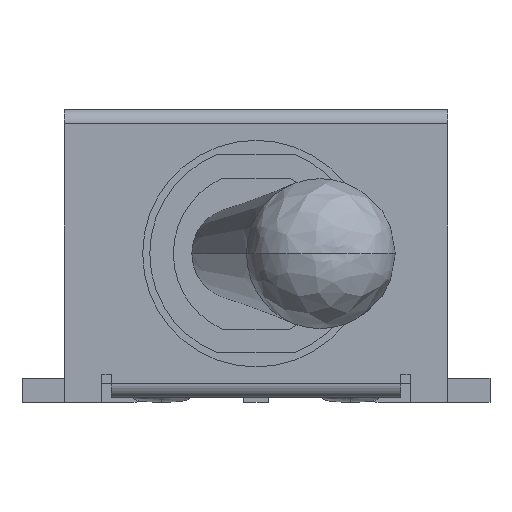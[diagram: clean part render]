
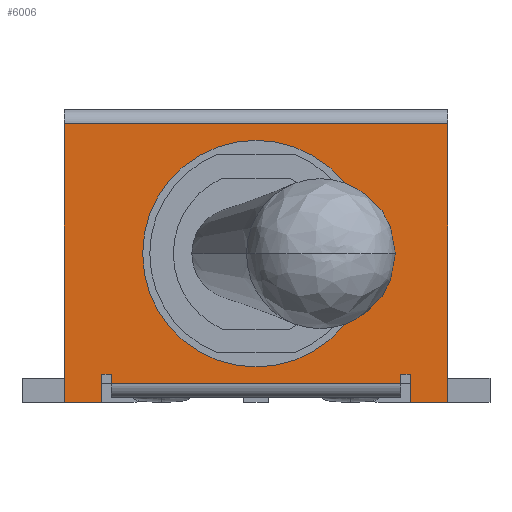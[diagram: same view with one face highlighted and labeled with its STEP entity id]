
A CAD part, front view. The second image highlights one B-rep face of the part: STEP entity #6006.
In plain terms, the highlighted planar face has unit normal (0, -1, 0).
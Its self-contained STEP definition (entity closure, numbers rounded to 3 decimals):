
#182 = CARTESIAN_POINT ( 'NONE',  ( 3.265, -4.41, 0.6 ) ) ;
#202 = VERTEX_POINT ( 'NONE', #4485 ) ;
#222 = DIRECTION ( 'NONE',  ( 1., 0., 0. ) ) ;
#281 = EDGE_CURVE ( 'NONE', #7778, #6935, #3990, .T. ) ;
#333 = EDGE_CURVE ( 'NONE', #8366, #2625, #6001, .T. ) ;
#440 = DIRECTION ( 'NONE',  ( 0., 0., -1. ) ) ;
#528 = EDGE_CURVE ( 'NONE', #2884, #1624, #7619, .T. ) ;
#590 = VECTOR ( 'NONE', #4220, 1000. ) ;
#630 = AXIS2_PLACEMENT_3D ( 'NONE', #1348, #5430, #2644 ) ;
#710 = CARTESIAN_POINT ( 'NONE',  ( 3.265, -4.41, 0.6 ) ) ;
#766 = CARTESIAN_POINT ( 'NONE',  ( 3.065, -4.41, 0.6 ) ) ;
#791 = ORIENTED_EDGE ( 'NONE', *, *, #528, .F. ) ;
#1198 = EDGE_CURVE ( 'NONE', #5608, #4656, #3241, .T. ) ;
#1348 = CARTESIAN_POINT ( 'NONE',  ( 0., -4.41, 0. ) ) ;
#1399 = CIRCLE ( 'NONE', #6776, 2.4 ) ;
#1461 = LINE ( 'NONE', #8871, #7175 ) ;
#1549 = CARTESIAN_POINT ( 'NONE',  ( 3.265, -4.41, 0. ) ) ;
#1624 = VERTEX_POINT ( 'NONE', #710 ) ;
#1702 = FACE_OUTER_BOUND ( 'NONE', #8793, .T. ) ;
#1994 = LINE ( 'NONE', #5033, #4045 ) ;
#2065 = ORIENTED_EDGE ( 'NONE', *, *, #2735, .T. ) ;
#2181 = EDGE_CURVE ( 'NONE', #2625, #202, #5318, .T. ) ;
#2223 = LINE ( 'NONE', #4575, #7504 ) ;
#2252 = DIRECTION ( 'NONE',  ( -1., 0., 0. ) ) ;
#2457 = ORIENTED_EDGE ( 'NONE', *, *, #7082, .T. ) ;
#2492 = ORIENTED_EDGE ( 'NONE', *, *, #333, .F. ) ;
#2568 = EDGE_CURVE ( 'NONE', #202, #4517, #4630, .T. ) ;
#2600 = CARTESIAN_POINT ( 'NONE',  ( -3.065, -4.41, 0.6 ) ) ;
#2625 = VERTEX_POINT ( 'NONE', #4474 ) ;
#2644 = DIRECTION ( 'NONE',  ( 1., 0., 0. ) ) ;
#2735 = EDGE_CURVE ( 'NONE', #6935, #7778, #1399, .T. ) ;
#2788 = CARTESIAN_POINT ( 'NONE',  ( 4.065, -4.41, 5.9 ) ) ;
#2821 = ORIENTED_EDGE ( 'NONE', *, *, #1198, .T. ) ;
#2884 = VERTEX_POINT ( 'NONE', #1549 ) ;
#3004 = CARTESIAN_POINT ( 'NONE',  ( -3.265, -4.41, 0. ) ) ;
#3123 = CARTESIAN_POINT ( 'NONE',  ( -4.065, -4.41, 0. ) ) ;
#3135 = DIRECTION ( 'NONE',  ( 0., 0., -1. ) ) ;
#3241 = LINE ( 'NONE', #4776, #5604 ) ;
#3335 = EDGE_CURVE ( 'NONE', #4656, #7817, #1461, .T. ) ;
#3363 = ORIENTED_EDGE ( 'NONE', *, *, #7669, .T. ) ;
#3475 = LINE ( 'NONE', #8369, #590 ) ;
#3514 = ORIENTED_EDGE ( 'NONE', *, *, #6795, .T. ) ;
#3718 = EDGE_CURVE ( 'NONE', #1624, #6833, #3831, .T. ) ;
#3774 = CARTESIAN_POINT ( 'NONE',  ( -3.265, -4.41, 0. ) ) ;
#3831 = LINE ( 'NONE', #766, #6738 ) ;
#3836 = CARTESIAN_POINT ( 'NONE',  ( 3.065, -4.41, 0.4 ) ) ;
#3990 = CIRCLE ( 'NONE', #7089, 2.4 ) ;
#4003 = DIRECTION ( 'NONE',  ( -1., 0., 0. ) ) ;
#4045 = VECTOR ( 'NONE', #222, 1000. ) ;
#4106 = LINE ( 'NONE', #4598, #7544 ) ;
#4220 = DIRECTION ( 'NONE',  ( 1., 0., 0. ) ) ;
#4277 = EDGE_CURVE ( 'NONE', #6833, #8077, #4106, .T. ) ;
#4337 = ORIENTED_EDGE ( 'NONE', *, *, #281, .T. ) ;
#4409 = FACE_BOUND ( 'NONE', #6209, .T. ) ;
#4425 = DIRECTION ( 'NONE',  ( 1., 0., 0. ) ) ;
#4474 = CARTESIAN_POINT ( 'NONE',  ( -3.065, -4.41, 0.6 ) ) ;
#4485 = CARTESIAN_POINT ( 'NONE',  ( -3.265, -4.41, 0.6 ) ) ;
#4486 = CARTESIAN_POINT ( 'NONE',  ( 0., -4.41, 0.4 ) ) ;
#4517 = VERTEX_POINT ( 'NONE', #3004 ) ;
#4555 = ORIENTED_EDGE ( 'NONE', *, *, #2568, .F. ) ;
#4575 = CARTESIAN_POINT ( 'NONE',  ( -4.065, -4.41, 6.2 ) ) ;
#4598 = CARTESIAN_POINT ( 'NONE',  ( 3.065, -4.41, 0.4 ) ) ;
#4630 = LINE ( 'NONE', #3774, #5065 ) ;
#4637 = DIRECTION ( 'NONE',  ( -1., 0., 0. ) ) ;
#4656 = VERTEX_POINT ( 'NONE', #2788 ) ;
#4661 = CARTESIAN_POINT ( 'NONE',  ( -2.4, -4.41, 3.15 ) ) ;
#4671 = CARTESIAN_POINT ( 'NONE',  ( 0., -4.41, 3.15 ) ) ;
#4776 = CARTESIAN_POINT ( 'NONE',  ( 4.065, -4.41, 6.2 ) ) ;
#5033 = CARTESIAN_POINT ( 'NONE',  ( -4.065, -4.41, 0. ) ) ;
#5065 = VECTOR ( 'NONE', #3135, 1000. ) ;
#5290 = DIRECTION ( 'NONE',  ( 0., 1., 0. ) ) ;
#5293 = CARTESIAN_POINT ( 'NONE',  ( -3.065, -4.41, 0.4 ) ) ;
#5318 = LINE ( 'NONE', #5447, #6267 ) ;
#5391 = DIRECTION ( 'NONE',  ( -1., 0., 0. ) ) ;
#5430 = DIRECTION ( 'NONE',  ( 0., -1., 0. ) ) ;
#5447 = CARTESIAN_POINT ( 'NONE',  ( -3.265, -4.41, 0.6 ) ) ;
#5604 = VECTOR ( 'NONE', #6820, 1000. ) ;
#5608 = VERTEX_POINT ( 'NONE', #8487 ) ;
#5643 = VERTEX_POINT ( 'NONE', #3123 ) ;
#5688 = VECTOR ( 'NONE', #8730, 1000. ) ;
#5822 = LINE ( 'NONE', #4486, #6488 ) ;
#5842 = ORIENTED_EDGE ( 'NONE', *, *, #4277, .F. ) ;
#5975 = CARTESIAN_POINT ( 'NONE',  ( 0., -4.41, 3.15 ) ) ;
#6001 = LINE ( 'NONE', #2600, #5688 ) ;
#6006 = ADVANCED_FACE ( 'NONE', ( #4409, #1702 ), #7985, .T. ) ;
#6086 = ORIENTED_EDGE ( 'NONE', *, *, #6581, .T. ) ;
#6209 = EDGE_LOOP ( 'NONE', ( #2065, #4337 ) ) ;
#6267 = VECTOR ( 'NONE', #4003, 1000. ) ;
#6432 = ORIENTED_EDGE ( 'NONE', *, *, #2181, .F. ) ;
#6488 = VECTOR ( 'NONE', #4425, 1000. ) ;
#6581 = EDGE_CURVE ( 'NONE', #2884, #5608, #1994, .T. ) ;
#6650 = ORIENTED_EDGE ( 'NONE', *, *, #3335, .T. ) ;
#6738 = VECTOR ( 'NONE', #2252, 1000. ) ;
#6776 = AXIS2_PLACEMENT_3D ( 'NONE', #5975, #7337, #5391 ) ;
#6795 = EDGE_CURVE ( 'NONE', #5643, #4517, #3475, .T. ) ;
#6820 = DIRECTION ( 'NONE',  ( 0., 0., 1. ) ) ;
#6833 = VERTEX_POINT ( 'NONE', #7041 ) ;
#6935 = VERTEX_POINT ( 'NONE', #4661 ) ;
#7041 = CARTESIAN_POINT ( 'NONE',  ( 3.065, -4.41, 0.6 ) ) ;
#7082 = EDGE_CURVE ( 'NONE', #8366, #8077, #5822, .T. ) ;
#7089 = AXIS2_PLACEMENT_3D ( 'NONE', #4671, #5290, #4637 ) ;
#7175 = VECTOR ( 'NONE', #7598, 1000. ) ;
#7337 = DIRECTION ( 'NONE',  ( 0., 1., 0. ) ) ;
#7401 = VECTOR ( 'NONE', #7608, 1000. ) ;
#7504 = VECTOR ( 'NONE', #440, 1000. ) ;
#7544 = VECTOR ( 'NONE', #8671, 1000. ) ;
#7598 = DIRECTION ( 'NONE',  ( -1., 0., 0. ) ) ;
#7608 = DIRECTION ( 'NONE',  ( 0., 0., 1. ) ) ;
#7619 = LINE ( 'NONE', #182, #7401 ) ;
#7669 = EDGE_CURVE ( 'NONE', #7817, #5643, #2223, .T. ) ;
#7732 = CARTESIAN_POINT ( 'NONE',  ( 2.4, -4.41, 3.15 ) ) ;
#7778 = VERTEX_POINT ( 'NONE', #7732 ) ;
#7817 = VERTEX_POINT ( 'NONE', #7972 ) ;
#7972 = CARTESIAN_POINT ( 'NONE',  ( -4.065, -4.41, 5.9 ) ) ;
#7985 = PLANE ( 'NONE',  #630 ) ;
#8077 = VERTEX_POINT ( 'NONE', #3836 ) ;
#8366 = VERTEX_POINT ( 'NONE', #5293 ) ;
#8369 = CARTESIAN_POINT ( 'NONE',  ( -4.065, -4.41, 0. ) ) ;
#8487 = CARTESIAN_POINT ( 'NONE',  ( 4.065, -4.41, 0. ) ) ;
#8671 = DIRECTION ( 'NONE',  ( 0., 0., -1. ) ) ;
#8730 = DIRECTION ( 'NONE',  ( 0., 0., 1. ) ) ;
#8774 = ORIENTED_EDGE ( 'NONE', *, *, #3718, .F. ) ;
#8793 = EDGE_LOOP ( 'NONE', ( #791, #6086, #2821, #6650, #3363, #3514, #4555, #6432, #2492, #2457, #5842, #8774 ) ) ;
#8871 = CARTESIAN_POINT ( 'NONE',  ( 0., -4.41, 5.9 ) ) ;
